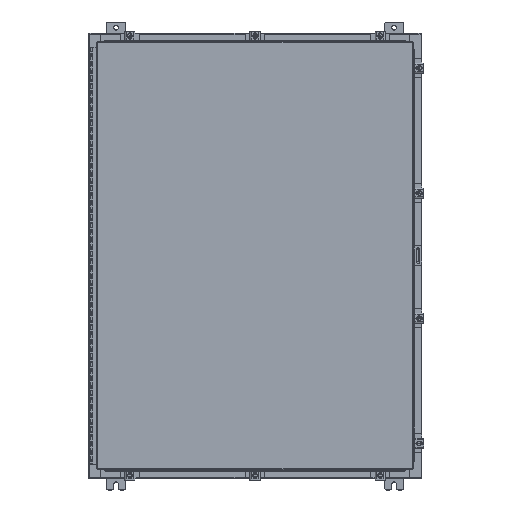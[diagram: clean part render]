
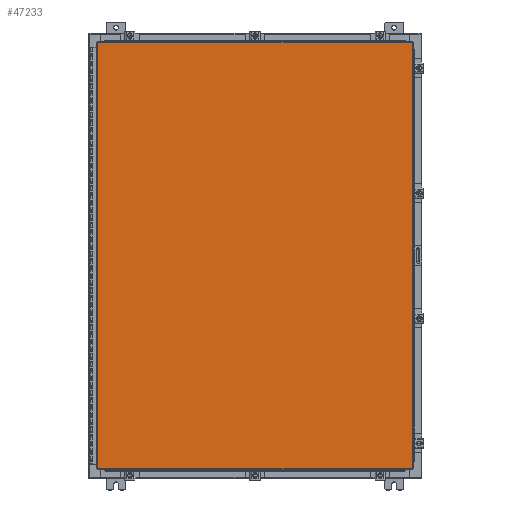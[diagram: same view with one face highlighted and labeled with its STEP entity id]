
A CAD part, top view. The second image highlights one B-rep face of the part: STEP entity #47233.
In plain terms, the highlighted planar face has unit normal (0, 0, 1).
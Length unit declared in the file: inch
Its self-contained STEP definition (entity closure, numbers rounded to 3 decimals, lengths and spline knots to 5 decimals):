
#1850 = LINE ( 'NONE', #40597, #10331 ) ;
#3045 = VERTEX_POINT ( 'NONE', #11755 ) ;
#3751 = EDGE_CURVE ( 'NONE', #3045, #18045, #39463, .T. ) ;
#8213 = ORIENTED_EDGE ( 'NONE', *, *, #18548, .T. ) ;
#8693 = EDGE_LOOP ( 'NONE', ( #8213, #27231, #43627, #11633 ) ) ;
#9893 = VECTOR ( 'NONE', #23817, 39.37008 ) ;
#10331 = VECTOR ( 'NONE', #44755, 39.37008 ) ;
#10359 = DIRECTION ( 'NONE',  ( 1., 0., 0. ) ) ;
#11633 = ORIENTED_EDGE ( 'NONE', *, *, #31694, .T. ) ;
#11755 = CARTESIAN_POINT ( 'NONE',  ( 16.9903, 23.0063, 0. ) ) ;
#16990 = DIRECTION ( 'NONE',  ( 0., 0., -1. ) ) ;
#17186 = DIRECTION ( 'NONE',  ( -1., 0., 0. ) ) ;
#18045 = VERTEX_POINT ( 'NONE', #18186 ) ;
#18186 = CARTESIAN_POINT ( 'NONE',  ( -16.9903, 23.0063, 0. ) ) ;
#18548 = EDGE_CURVE ( 'NONE', #49139, #26714, #39465, .T. ) ;
#18993 = CARTESIAN_POINT ( 'NONE',  ( 16.9903, -23.0063, 0. ) ) ;
#21131 = LINE ( 'NONE', #36223, #9893 ) ;
#21272 = CARTESIAN_POINT ( 'NONE',  ( 16.9903, 23.0063, 0. ) ) ;
#23817 = DIRECTION ( 'NONE',  ( 0., 1., 0. ) ) ;
#25256 = CARTESIAN_POINT ( 'NONE',  ( 0., 0., 0. ) ) ;
#26714 = VERTEX_POINT ( 'NONE', #18993 ) ;
#27109 = VECTOR ( 'NONE', #17186, 39.37008 ) ;
#27231 = ORIENTED_EDGE ( 'NONE', *, *, #53500, .T. ) ;
#31694 = EDGE_CURVE ( 'NONE', #18045, #49139, #1850, .T. ) ;
#33661 = PLANE ( 'NONE',  #37339 ) ;
#35401 = FACE_OUTER_BOUND ( 'NONE', #8693, .T. ) ;
#36223 = CARTESIAN_POINT ( 'NONE',  ( 16.9903, -23.0063, 0. ) ) ;
#37339 = AXIS2_PLACEMENT_3D ( 'NONE', #25256, #16990, #46128 ) ;
#39463 = LINE ( 'NONE', #21272, #27109 ) ;
#39465 = LINE ( 'NONE', #51582, #49178 ) ;
#40597 = CARTESIAN_POINT ( 'NONE',  ( -16.9903, 23.0063, 0. ) ) ;
#41108 = CARTESIAN_POINT ( 'NONE',  ( -16.9903, -23.0063, 0. ) ) ;
#43627 = ORIENTED_EDGE ( 'NONE', *, *, #3751, .T. ) ;
#44755 = DIRECTION ( 'NONE',  ( 0., -1., 0. ) ) ;
#46128 = DIRECTION ( 'NONE',  ( -1., 0., 0. ) ) ;
#47233 = ADVANCED_FACE ( 'NONE', ( #35401 ), #33661, .F. ) ;
#49139 = VERTEX_POINT ( 'NONE', #41108 ) ;
#49178 = VECTOR ( 'NONE', #10359, 39.37008 ) ;
#51582 = CARTESIAN_POINT ( 'NONE',  ( -16.9903, -23.0063, 0. ) ) ;
#53500 = EDGE_CURVE ( 'NONE', #26714, #3045, #21131, .T. ) ;
